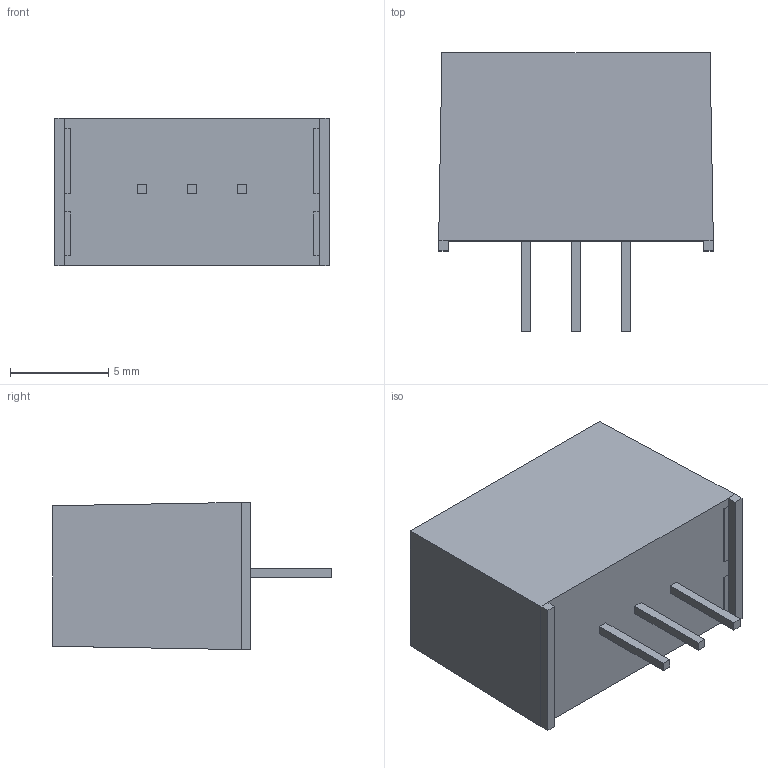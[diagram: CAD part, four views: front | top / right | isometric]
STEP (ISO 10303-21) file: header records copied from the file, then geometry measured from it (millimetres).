
FILE_DESCRIPTION (( 'STEP AP214' ), '1' );
FILE_NAME ('TSR2-2405.STEP', '2020-02-25T13:30:22', ( '' ), ( '' ), 'SwSTEP 2.0', 'SolidWorks 2019', '' );
FILE_SCHEMA (( 'AUTOMOTIVE_DESIGN' ));
Length unit declared in the file: millimetre
Products named in the file (2): TSR2-2405
Assembly tree (1 placements, depth 2):
  TSR2-2405
    TSR2-2405
Bounding box: 14 x 14.2 x 7.5 mm (x, y, z)
Volume: 357.5 mm3; surface area: 1119.5 mm2
Topology: 1 solids, 2 shells, 68 faces, 164 edges, 104 vertices
Faces by surface type: plane 66, cylinder 2
Entity records: 2164 total; most frequent: CARTESIAN_POINT 340, ORIENTED_EDGE 328, DIRECTION 312, EDGE_CURVE 164, LINE 160, VECTOR 160, VERTEX_POINT 104, AXIS2_PLACEMENT_3D 76
